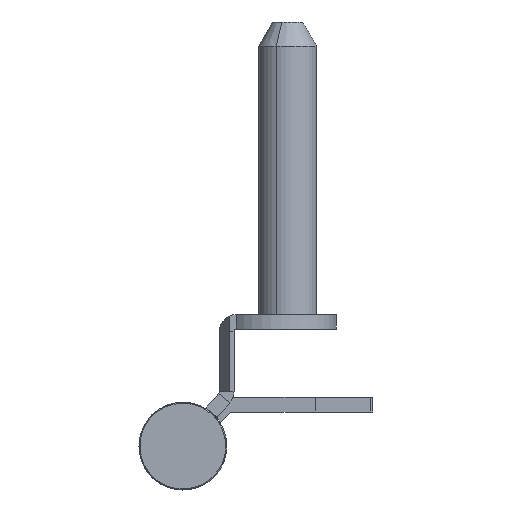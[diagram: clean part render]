
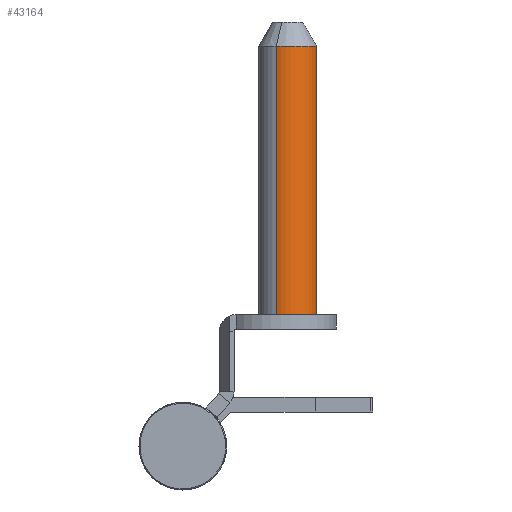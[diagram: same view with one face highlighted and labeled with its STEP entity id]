
A CAD part, left-side view. The second image highlights one B-rep face of the part: STEP entity #43164.
In plain terms, the highlighted cylindrical face has radius 6 mm (diameter 12 mm), a partial arc.
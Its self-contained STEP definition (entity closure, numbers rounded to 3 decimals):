
#1330 = CIRCLE ( 'NONE', #38377, 6. ) ;
#3407 = ORIENTED_EDGE ( 'NONE', *, *, #8915, .T. ) ;
#5357 = CARTESIAN_POINT ( 'NONE',  ( 0., 5., -6. ) ) ;
#6690 = VERTEX_POINT ( 'NONE', #46134 ) ;
#7079 = DIRECTION ( 'NONE',  ( 0., 0., -1. ) ) ;
#7327 = CARTESIAN_POINT ( 'NONE',  ( 0., 0., 0. ) ) ;
#8366 = EDGE_CURVE ( 'NONE', #15097, #46501, #1330, .T. ) ;
#8915 = EDGE_CURVE ( 'NONE', #50296, #46501, #35228, .T. ) ;
#11266 = DIRECTION ( 'NONE',  ( 0., -1., 0. ) ) ;
#12629 = AXIS2_PLACEMENT_3D ( 'NONE', #30714, #29919, #50714 ) ;
#14187 = CIRCLE ( 'NONE', #12629, 6. ) ;
#15097 = VERTEX_POINT ( 'NONE', #5357 ) ;
#18736 = EDGE_CURVE ( 'NONE', #6690, #15097, #21251, .T. ) ;
#18738 = CARTESIAN_POINT ( 'NONE',  ( 0., 5., 6. ) ) ;
#20242 = CARTESIAN_POINT ( 'NONE',  ( 0., 5., 0. ) ) ;
#20731 = DIRECTION ( 'NONE',  ( 0., -1., 0. ) ) ;
#21251 = LINE ( 'NONE', #29422, #41915 ) ;
#21614 = ORIENTED_EDGE ( 'NONE', *, *, #44674, .T. ) ;
#21859 = EDGE_LOOP ( 'NONE', ( #21614, #3407, #42587, #31361 ) ) ;
#23411 = DIRECTION ( 'NONE',  ( 0., 0., -1. ) ) ;
#28487 = AXIS2_PLACEMENT_3D ( 'NONE', #7327, #43634, #7079 ) ;
#29422 = CARTESIAN_POINT ( 'NONE',  ( 0., 0., -6. ) ) ;
#29919 = DIRECTION ( 'NONE',  ( 0., -1., 0. ) ) ;
#30714 = CARTESIAN_POINT ( 'NONE',  ( 0., 60., 0. ) ) ;
#31304 = CARTESIAN_POINT ( 'NONE',  ( 0., 0., 6. ) ) ;
#31361 = ORIENTED_EDGE ( 'NONE', *, *, #18736, .F. ) ;
#32282 = CARTESIAN_POINT ( 'NONE',  ( 0., 60., 6. ) ) ;
#34966 = FACE_OUTER_BOUND ( 'NONE', #21859, .T. ) ;
#35228 = LINE ( 'NONE', #31304, #51887 ) ;
#38377 = AXIS2_PLACEMENT_3D ( 'NONE', #20242, #40253, #23411 ) ;
#40253 = DIRECTION ( 'NONE',  ( 0., -1., 0. ) ) ;
#41915 = VECTOR ( 'NONE', #20731, 1000. ) ;
#42587 = ORIENTED_EDGE ( 'NONE', *, *, #8366, .F. ) ;
#43164 = ADVANCED_FACE ( 'NONE', ( #34966 ), #51022, .T. ) ;
#43634 = DIRECTION ( 'NONE',  ( 0., -1., 0. ) ) ;
#44674 = EDGE_CURVE ( 'NONE', #6690, #50296, #14187, .T. ) ;
#46134 = CARTESIAN_POINT ( 'NONE',  ( 0., 60., -6. ) ) ;
#46501 = VERTEX_POINT ( 'NONE', #18738 ) ;
#50296 = VERTEX_POINT ( 'NONE', #32282 ) ;
#50714 = DIRECTION ( 'NONE',  ( 0., 0., -1. ) ) ;
#51022 = CYLINDRICAL_SURFACE ( 'NONE', #28487, 6. ) ;
#51887 = VECTOR ( 'NONE', #11266, 1000. ) ;
